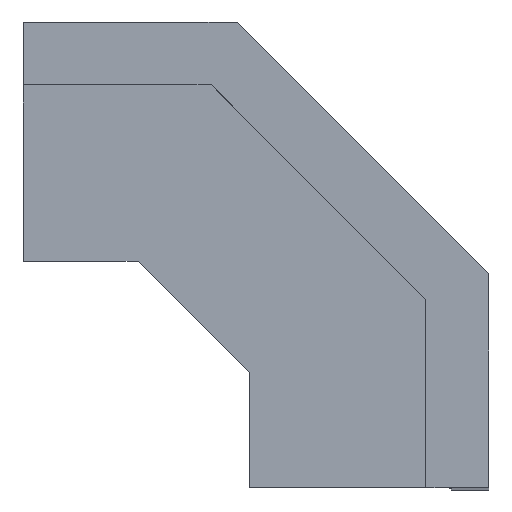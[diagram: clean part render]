
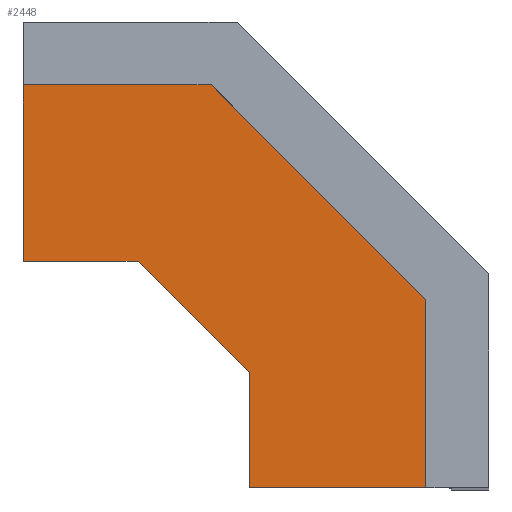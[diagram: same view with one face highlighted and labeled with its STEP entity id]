
A CAD part, top view. The second image highlights one B-rep face of the part: STEP entity #2448.
In plain terms, the highlighted planar face has unit normal (0, 0, 1).
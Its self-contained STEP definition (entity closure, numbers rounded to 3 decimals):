
#204=PLANE('',#2636);
#309=FACE_OUTER_BOUND('',#458,.T.);
#458=EDGE_LOOP('',(#1931,#1932,#1933,#1934,#1935,#1936,#1937,#1938));
#667=LINE('',#3674,#897);
#673=LINE('',#3685,#903);
#676=LINE('',#3691,#906);
#679=LINE('',#3697,#909);
#685=LINE('',#3707,#915);
#694=LINE('',#3792,#924);
#697=LINE('',#3798,#927);
#700=LINE('',#3802,#930);
#897=VECTOR('',#2941,1000.);
#903=VECTOR('',#2949,1000.);
#906=VECTOR('',#2954,1000.);
#909=VECTOR('',#2959,1000.);
#915=VECTOR('',#2967,1000.);
#924=VECTOR('',#2982,1000.);
#927=VECTOR('',#2987,1000.);
#930=VECTOR('',#2992,1000.);
#1165=VERTEX_POINT('',#3671);
#1166=VERTEX_POINT('',#3673);
#1170=VERTEX_POINT('',#3683);
#1172=VERTEX_POINT('',#3689);
#1174=VERTEX_POINT('',#3695);
#1177=VERTEX_POINT('',#3705);
#1190=VERTEX_POINT('',#3791);
#1192=VERTEX_POINT('',#3797);
#1426=EDGE_CURVE('',#1165,#1166,#667,.T.);
#1432=EDGE_CURVE('',#1165,#1170,#673,.T.);
#1435=EDGE_CURVE('',#1170,#1172,#676,.T.);
#1438=EDGE_CURVE('',#1172,#1174,#679,.T.);
#1444=EDGE_CURVE('',#1174,#1177,#685,.T.);
#1459=EDGE_CURVE('',#1190,#1166,#694,.T.);
#1462=EDGE_CURVE('',#1192,#1190,#697,.T.);
#1465=EDGE_CURVE('',#1177,#1192,#700,.T.);
#1931=ORIENTED_EDGE('',*,*,#1444,.T.);
#1932=ORIENTED_EDGE('',*,*,#1465,.T.);
#1933=ORIENTED_EDGE('',*,*,#1462,.T.);
#1934=ORIENTED_EDGE('',*,*,#1459,.T.);
#1935=ORIENTED_EDGE('',*,*,#1426,.F.);
#1936=ORIENTED_EDGE('',*,*,#1432,.T.);
#1937=ORIENTED_EDGE('',*,*,#1435,.T.);
#1938=ORIENTED_EDGE('',*,*,#1438,.T.);
#2448=ADVANCED_FACE('',(#309),#204,.T.);
#2636=AXIS2_PLACEMENT_3D('',#3807,#2997,#2998);
#2941=DIRECTION('',(-1.,0.,0.));
#2949=DIRECTION('',(0.,1.,0.));
#2954=DIRECTION('',(-0.707,0.707,0.));
#2959=DIRECTION('',(-1.,0.,0.));
#2967=DIRECTION('',(0.,-1.,0.));
#2982=DIRECTION('',(0.,-1.,0.));
#2987=DIRECTION('',(0.707,-0.707,0.));
#2992=DIRECTION('',(1.,0.,0.));
#2997=DIRECTION('center_axis',(0.,0.,1.));
#2998=DIRECTION('ref_axis',(-1.,0.,0.));
#3671=CARTESIAN_POINT('',(49.,-137.,117.));
#3673=CARTESIAN_POINT('',(35.,-137.,117.));
#3674=CARTESIAN_POINT('',(51.5,-137.,117.));
#3683=CARTESIAN_POINT('',(49.,-122.071,117.));
#3685=CARTESIAN_POINT('',(49.,-127.036,117.));
#3689=CARTESIAN_POINT('',(31.929,-105.,117.));
#3691=CARTESIAN_POINT('',(40.464,-113.536,117.));
#3695=CARTESIAN_POINT('',(17.,-105.,117.));
#3697=CARTESIAN_POINT('',(26.964,-105.,117.));
#3705=CARTESIAN_POINT('',(17.,-119.,117.));
#3707=CARTESIAN_POINT('',(17.,-76.5,117.));
#3791=CARTESIAN_POINT('',(35.,-127.87,117.));
#3792=CARTESIAN_POINT('',(35.,-129.935,117.));
#3797=CARTESIAN_POINT('',(26.13,-119.,117.));
#3798=CARTESIAN_POINT('',(30.565,-123.435,117.));
#3802=CARTESIAN_POINT('',(24.065,-119.,117.));
#3807=CARTESIAN_POINT('Origin',(-239.017,-76.5,117.));
